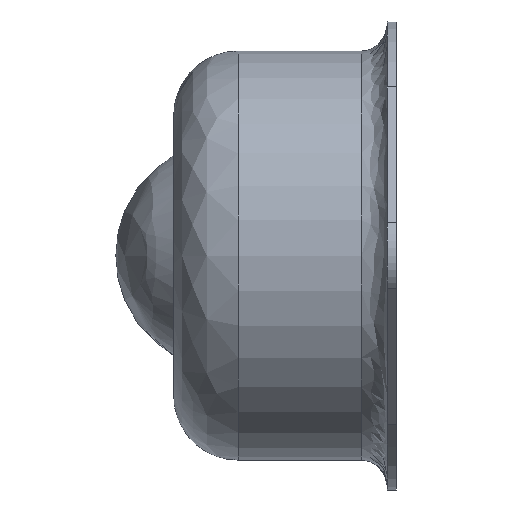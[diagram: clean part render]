
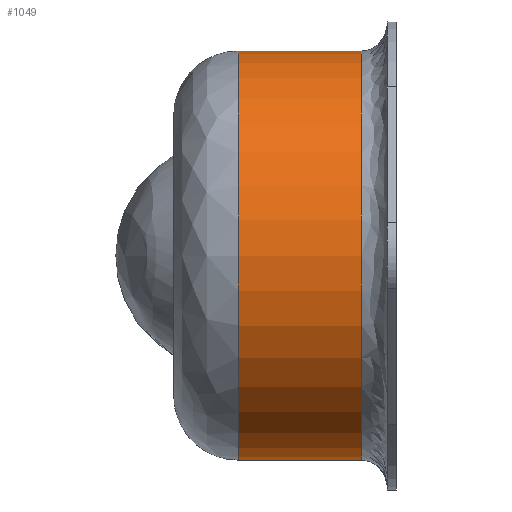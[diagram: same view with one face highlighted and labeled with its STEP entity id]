
A CAD part, left-side view. The second image highlights one B-rep face of the part: STEP entity #1049.
In plain terms, the highlighted cylindrical face has radius 22.25 mm (diameter 44.5 mm), a partial arc.
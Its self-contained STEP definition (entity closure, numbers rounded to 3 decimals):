
#38 = LINE ( 'NONE', #1799, #1788 ) ;
#151 = VERTEX_POINT ( 'NONE', #942 ) ;
#314 = FACE_OUTER_BOUND ( 'NONE', #2530, .T. ) ;
#400 = DIRECTION ( 'NONE',  ( 0., 1., 0. ) ) ;
#451 = EDGE_CURVE ( 'NONE', #151, #1579, #772, .T. ) ;
#497 = VERTEX_POINT ( 'NONE', #1064 ) ;
#540 = DIRECTION ( 'NONE',  ( 0., 1., 0. ) ) ;
#573 = DIRECTION ( 'NONE',  ( 0., -1., 0. ) ) ;
#592 = AXIS2_PLACEMENT_3D ( 'NONE', #770, #573, #2220 ) ;
#624 = EDGE_CURVE ( 'NONE', #1579, #497, #38, .T. ) ;
#770 = CARTESIAN_POINT ( 'NONE',  ( 0., 17.2, 0. ) ) ;
#772 = CIRCLE ( 'NONE', #2662, 22.25 ) ;
#774 = CIRCLE ( 'NONE', #592, 22.25 ) ;
#797 = CARTESIAN_POINT ( 'NONE',  ( 0., 3.8, 22.25 ) ) ;
#830 = DIRECTION ( 'NONE',  ( 0., 1., 0. ) ) ;
#837 = DIRECTION ( 'NONE',  ( 0., 0., 1. ) ) ;
#876 = LINE ( 'NONE', #2387, #1306 ) ;
#923 = CARTESIAN_POINT ( 'NONE',  ( 0., 17.2, -22.25 ) ) ;
#942 = CARTESIAN_POINT ( 'NONE',  ( 0., 3.8, -22.25 ) ) ;
#1049 = ADVANCED_FACE ( 'NONE', ( #314 ), #1077, .T. ) ;
#1064 = CARTESIAN_POINT ( 'NONE',  ( 0., 17.2, 22.25 ) ) ;
#1077 = CYLINDRICAL_SURFACE ( 'NONE', #1917, 22.25 ) ;
#1148 = DIRECTION ( 'NONE',  ( 0., 1., 0. ) ) ;
#1306 = VECTOR ( 'NONE', #1148, 1000. ) ;
#1387 = VERTEX_POINT ( 'NONE', #923 ) ;
#1520 = ORIENTED_EDGE ( 'NONE', *, *, #2703, .F. ) ;
#1579 = VERTEX_POINT ( 'NONE', #797 ) ;
#1582 = ORIENTED_EDGE ( 'NONE', *, *, #451, .T. ) ;
#1646 = DIRECTION ( 'NONE',  ( 0., 0., 1. ) ) ;
#1707 = EDGE_CURVE ( 'NONE', #497, #1387, #774, .T. ) ;
#1788 = VECTOR ( 'NONE', #540, 1000. ) ;
#1799 = CARTESIAN_POINT ( 'NONE',  ( 0., 30.5, 22.25 ) ) ;
#1913 = ORIENTED_EDGE ( 'NONE', *, *, #1707, .T. ) ;
#1917 = AXIS2_PLACEMENT_3D ( 'NONE', #2271, #830, #1646 ) ;
#2067 = CARTESIAN_POINT ( 'NONE',  ( 0., 3.8, 0. ) ) ;
#2220 = DIRECTION ( 'NONE',  ( 0., 0., 1. ) ) ;
#2271 = CARTESIAN_POINT ( 'NONE',  ( 0., 30.5, 0. ) ) ;
#2387 = CARTESIAN_POINT ( 'NONE',  ( 0., 30.5, -22.25 ) ) ;
#2530 = EDGE_LOOP ( 'NONE', ( #1520, #1582, #2596, #1913 ) ) ;
#2596 = ORIENTED_EDGE ( 'NONE', *, *, #624, .T. ) ;
#2662 = AXIS2_PLACEMENT_3D ( 'NONE', #2067, #400, #837 ) ;
#2703 = EDGE_CURVE ( 'NONE', #151, #1387, #876, .T. ) ;
